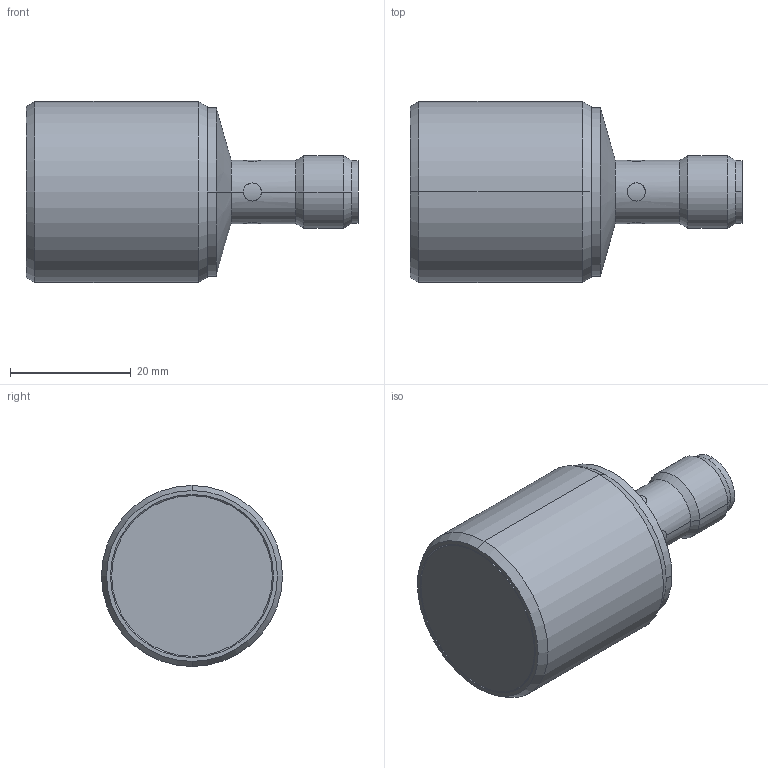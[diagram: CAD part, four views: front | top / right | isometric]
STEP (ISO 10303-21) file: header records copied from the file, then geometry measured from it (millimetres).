
FILE_DESCRIPTION((''),'2;1');
FILE_NAME('SHORT_FLUSH_PLUG_ASM','2018-05-23T',('Eric.Zhang'),(''),'PRO/ENGINEER BY PARAMETRIC TECHNOLOGY CORPORATION, 2007450','PRO/ENGINEER BY PARAMETRIC TECHNOLOGY CORPORATION, 2007450','');
FILE_SCHEMA(('AUTOMOTIVE_DESIGN_CC2 { 1 2 10303 214 -1 1 5 2 }'));
Length unit declared in the file: millimetre
Products named in the file (9): 84-107; 1402163; 84-110; 88-024; 31828; 44-044; SHORT_FLUSH_PLUG_PCB; COMPOUND_SFP; SHORT_FLUSH_PLUG_ASM
Assembly tree (8 placements, depth 2):
  SHORT_FLUSH_PLUG_ASM
    84-107
    1402163
    84-110
    88-024
    31828
    44-044
    SHORT_FLUSH_PLUG_PCB
    COMPOUND_SFP
Bounding box: 55 x 30 x 30 mm (x, y, z)
Volume: 24622.6 mm3; surface area: 25883.5 mm2
Topology: 12 solids, 12 shells, 572 faces, 1397 edges, 869 vertices
Faces by surface type: cylinder 268, plane 146, cone 70, torus 58, sphere 16, bspline 14
Entity records: 25709 total; most frequent: CARTESIAN_POINT 9743, DIRECTION 2969, ORIENTED_EDGE 2778, EDGE_CURVE 1389, AXIS2_PLACEMENT_3D 1207, VERTEX_POINT 869, PRESENTATION_STYLE_ASSIGNMENT 732, STYLED_ITEM 732
